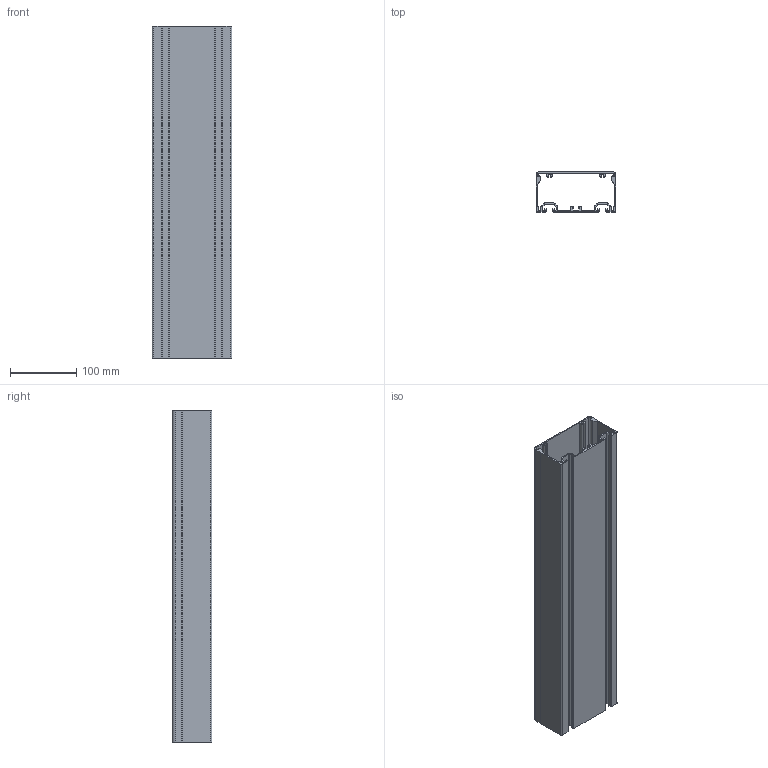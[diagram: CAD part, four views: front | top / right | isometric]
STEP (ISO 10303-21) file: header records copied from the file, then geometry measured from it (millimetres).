
FILE_DESCRIPTION(/* description */ ('Profilo canalina portacavi 60x120 L=1000 mm'),/* implementation_level */ '2;1');
FILE_NAME(/* name */ 'PGC60120_L=500.stp',/* time_stamp */ '2021-08-04T14:22:50+02:00',/* author */ ('giacomo.grandesso'),/* organization */ (''),/* preprocessor_version */ 'ST-DEVELOPER v18.1',/* originating_system */ 'Autodesk Inventor 2021',/* authorisation */ '');
FILE_SCHEMA (('AUTOMOTIVE_DESIGN { 1 0 10303 214 3 1 1 }'));
Length unit declared in the file: millimetre
Products named in the file (1): PGC60120_L=1000
Bounding box: 120 x 60 x 500 mm (x, y, z)
Volume: 520491.1 mm3; surface area: 458382.8 mm2
Topology: 1 solids, 1 shells, 152 faces, 450 edges, 300 vertices
Faces by surface type: plane 92, cylinder 60
Entity records: 5139 total; most frequent: CARTESIAN_POINT 903, ORIENTED_EDGE 900, DIRECTION 876, EDGE_CURVE 450, LINE 330, VECTOR 330, VERTEX_POINT 300, AXIS2_PLACEMENT_3D 273
